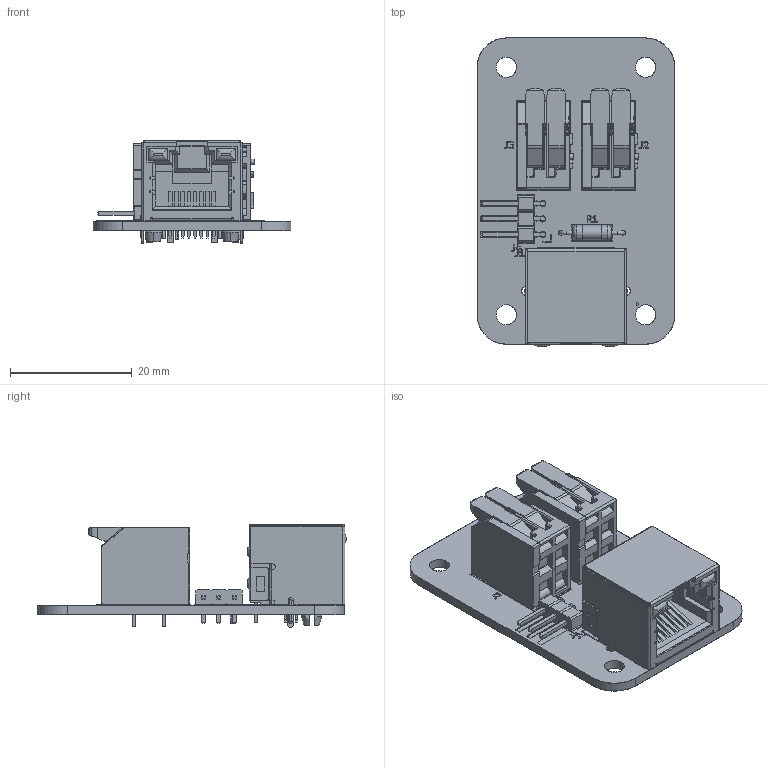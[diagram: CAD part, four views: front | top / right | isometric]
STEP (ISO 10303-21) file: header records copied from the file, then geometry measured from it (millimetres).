
FILE_DESCRIPTION(('KiCad electronic assembly'),'2;1');
FILE_NAME('swerve-hub.step','2025-10-24T14:25:57',('Pcbnew'),('Kicad'), 'Open CASCADE STEP processor 7.9','KiCad to STEP converter','Unknown' );
FILE_SCHEMA(('AUTOMOTIVE_DESIGN { 1 0 10303 214 1 1 1 1 }'));
Length unit declared in the file: millimetre
Products named in the file (8): swerve-hub 1; 2601-1102; PinHeader_1x03_P2.54mm_Horizontal; MTJ-88ARX1-FSM-LG; R_Axial_DIN0207_L6.3mm_D2.5mm_P10.16mm_Horizontal; swerve-hub_silkscreen; swerve-hub_soldermask; swerve-hub_PCB
Assembly tree (8 placements, depth 2):
  swerve-hub 1
    2601-1102  x2
    PinHeader_1x03_P2.54mm_Horizontal
    MTJ-88ARX1-FSM-LG
    R_Axial_DIN0207_L6.3mm_D2.5mm_P10.16mm_Horizontal
    swerve-hub_silkscreen
    swerve-hub_soldermask
    swerve-hub_PCB
Bounding box: 32.51 x 50.62 x 16.94 mm (x, y, z)
Volume: 7631.1 mm3; surface area: 13604.6 mm2
Topology: 29 solids, 51 shells, 1307 faces, 3823 edges, 2638 vertices
Faces by surface type: plane 918, cylinder 365, cone 10, torus 10, revolution 4
Full cylindrical faces by diameter (mm): 0.6 x4, 0.8 x2, 0.9 x14, 1 x3, 1.2 x8, 1.6 x2, 2.25 x1, 2.5 x2, 3.2 x2, 3.3 x4
Entity records: 36946 total; most frequent: CARTESIAN_POINT 6179, DIRECTION 5587, ORIENTED_EDGE 5472, EDGE_CURVE 2950, LINE 2229, VECTOR 2229, VERTEX_POINT 2063, AXIS2_PLACEMENT_3D 1677
